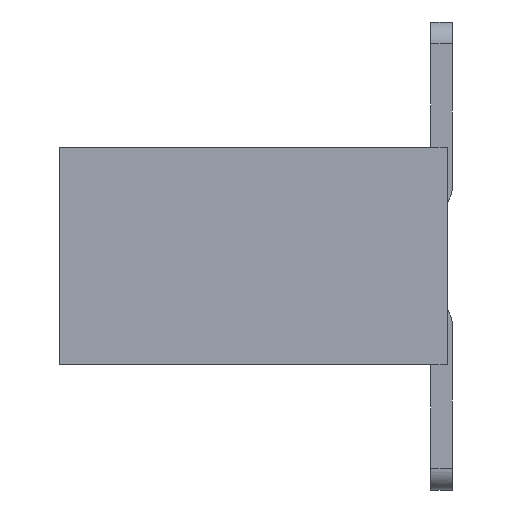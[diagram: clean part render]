
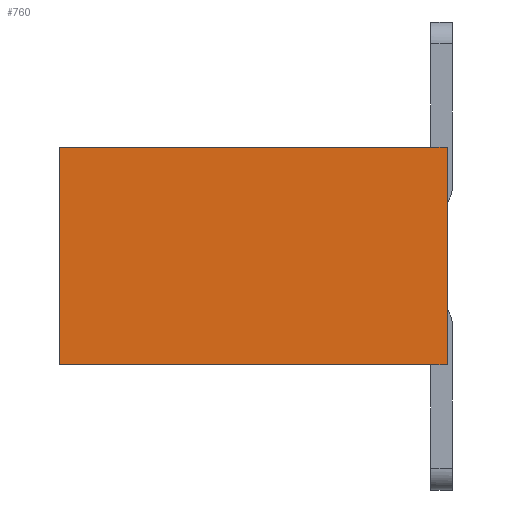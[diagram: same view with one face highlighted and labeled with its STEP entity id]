
A CAD part, left-side view. The second image highlights one B-rep face of the part: STEP entity #760.
In plain terms, the highlighted planar face has unit normal (-1, 0, 0).
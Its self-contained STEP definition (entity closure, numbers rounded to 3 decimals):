
#117=CARTESIAN_POINT('',(-16.,4.16,-1.));
#118=VERTEX_POINT('',#117);
#141=CARTESIAN_POINT('',(-16.,4.16,-3.));
#142=VERTEX_POINT('',#141);
#152=CARTESIAN_POINT('',(-16.,4.16,-3.));
#153=CARTESIAN_POINT('',(-16.,4.16,-2.6));
#154=CARTESIAN_POINT('',(-16.,4.16,-2.2));
#155=CARTESIAN_POINT('',(-16.,4.16,-1.8));
#156=CARTESIAN_POINT('',(-16.,4.16,-1.4));
#157=CARTESIAN_POINT('',(-16.,4.16,-1.));
#158=B_SPLINE_CURVE_WITH_KNOTS('',5,(#152,#153,#154,#155,#156,#157),.UNSPECIFIED.,.F.,.U.,(6,6),(0.,2.),.UNSPECIFIED.);
#159=EDGE_CURVE('',#142,#118,#158,.T.);
#702=CARTESIAN_POINT('',(-16.,2.38,-2.));
#703=DIRECTION('',(0.,0.,1.));
#704=DIRECTION('',(-1.,0.,0.));
#705=AXIS2_PLACEMENT_3D('',#702,#704,#703);
#706=PLANE('',#705);
#707=CARTESIAN_POINT('',(-16.,0.6,-1.425));
#708=VERTEX_POINT('',#707);
#709=CARTESIAN_POINT('',(-16.,0.6,-2.575));
#710=VERTEX_POINT('',#709);
#711=CARTESIAN_POINT('',(-16.,0.6,-1.425));
#712=DIRECTION('',(0.,0.,-1.));
#713=VECTOR('',#712,1.15);
#714=LINE('',#711,#713);
#715=EDGE_CURVE('',#708,#710,#714,.T.);
#716=ORIENTED_EDGE('',*,*,#715,.F.);
#717=CARTESIAN_POINT('',(-16.,0.6,-1.));
#718=VERTEX_POINT('',#717);
#719=CARTESIAN_POINT('',(-16.,0.6,-1.425));
#720=CARTESIAN_POINT('',(-16.,0.6,-1.34));
#721=CARTESIAN_POINT('',(-16.,0.6,-1.255));
#722=CARTESIAN_POINT('',(-16.,0.6,-1.17));
#723=CARTESIAN_POINT('',(-16.,0.6,-1.085));
#724=CARTESIAN_POINT('',(-16.,0.6,-1.));
#725=B_SPLINE_CURVE_WITH_KNOTS('',5,(#719,#720,#721,#722,#723,#724),.UNSPECIFIED.,.F.,.U.,(6,6),(0.,0.425),.UNSPECIFIED.);
#726=EDGE_CURVE('',#708,#718,#725,.T.);
#727=ORIENTED_EDGE('',*,*,#726,.T.);
#728=CARTESIAN_POINT('',(-16.,0.6,-1.));
#729=CARTESIAN_POINT('',(-16.,1.312,-1.));
#730=CARTESIAN_POINT('',(-16.,2.024,-1.));
#731=CARTESIAN_POINT('',(-16.,2.736,-1.));
#732=CARTESIAN_POINT('',(-16.,3.448,-1.));
#733=CARTESIAN_POINT('',(-16.,4.16,-1.));
#734=B_SPLINE_CURVE_WITH_KNOTS('',5,(#728,#729,#730,#731,#732,#733),.UNSPECIFIED.,.F.,.U.,(6,6),(0.,3.56),.UNSPECIFIED.);
#735=EDGE_CURVE('',#718,#118,#734,.T.);
#736=ORIENTED_EDGE('',*,*,#735,.T.);
#737=ORIENTED_EDGE('',*,*,#159,.F.);
#738=CARTESIAN_POINT('',(-16.,0.6,-3.));
#739=VERTEX_POINT('',#738);
#740=CARTESIAN_POINT('',(-16.,4.16,-3.));
#741=CARTESIAN_POINT('',(-16.,3.448,-3.));
#742=CARTESIAN_POINT('',(-16.,2.736,-3.));
#743=CARTESIAN_POINT('',(-16.,2.024,-3.));
#744=CARTESIAN_POINT('',(-16.,1.312,-3.));
#745=CARTESIAN_POINT('',(-16.,0.6,-3.));
#746=B_SPLINE_CURVE_WITH_KNOTS('',5,(#740,#741,#742,#743,#744,#745),.UNSPECIFIED.,.F.,.U.,(6,6),(0.,3.56),.UNSPECIFIED.);
#747=EDGE_CURVE('',#142,#739,#746,.T.);
#748=ORIENTED_EDGE('',*,*,#747,.T.);
#749=CARTESIAN_POINT('',(-16.,0.6,-3.));
#750=CARTESIAN_POINT('',(-16.,0.6,-2.915));
#751=CARTESIAN_POINT('',(-16.,0.6,-2.83));
#752=CARTESIAN_POINT('',(-16.,0.6,-2.745));
#753=CARTESIAN_POINT('',(-16.,0.6,-2.66));
#754=CARTESIAN_POINT('',(-16.,0.6,-2.575));
#755=B_SPLINE_CURVE_WITH_KNOTS('',5,(#749,#750,#751,#752,#753,#754),.UNSPECIFIED.,.F.,.U.,(6,6),(0.,0.425),.UNSPECIFIED.);
#756=EDGE_CURVE('',#739,#710,#755,.T.);
#757=ORIENTED_EDGE('',*,*,#756,.T.);
#758=EDGE_LOOP('',(#716,#727,#736,#737,#748,#757));
#759=FACE_OUTER_BOUND('',#758,.T.);
#760=ADVANCED_FACE('',(#759),#706,.T.);
